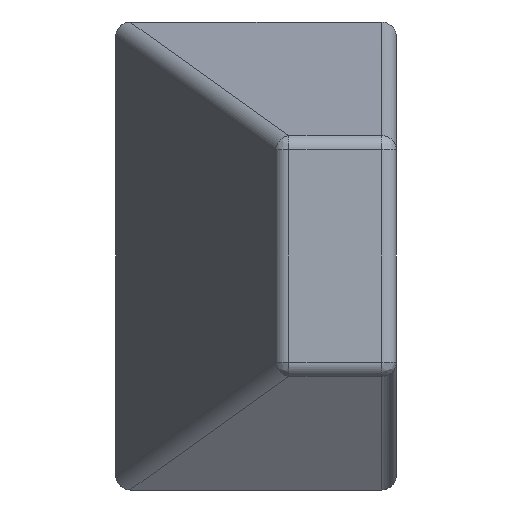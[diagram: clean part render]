
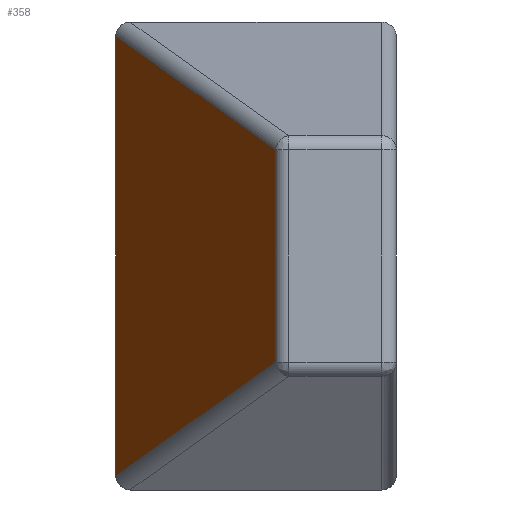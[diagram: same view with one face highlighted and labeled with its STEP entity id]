
A CAD part, left-side view. The second image highlights one B-rep face of the part: STEP entity #358.
In plain terms, the highlighted planar face has unit normal (-0.423, 0.906, 0).
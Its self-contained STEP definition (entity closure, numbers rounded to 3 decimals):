
#1=CARTESIAN_POINT('POINT1',(-0.457,
   -0.213,0.171));
#2=VERTEX_POINT('VERTEX1',#1);
#77=CARTESIAN_POINT('POINT4',(-0.457,
   -0.213,0.454));
#78=VERTEX_POINT('VERTEX4',#77);
#305=CARTESIAN_POINT('POINT13',(0.,0.,0.02)
   );
#306=VERTEX_POINT('VERTEX13',#305);
#307=CARTESIAN_POINT('POINT14',(0.,0.,0.605
   ));
#308=VERTEX_POINT('VERTEX14',#307);
#309=CARTESIAN_POINT('POS13',(0.,0.,0.156));
#310=DIRECTION('DIR25',(0.,0.,-1.));
#311=VECTOR('VEC1',#310,1.);
#312=LINE('STRAIGHT1',#309,#311);
#313=EDGE_CURVE('EDGE13',#306,#308,#312,.F.);
#314=ORIENTED_EDGE('COEDGE13',*,*,#313,.F.);
#315=CARTESIAN_POINT('POINT15',(0.,
   0.,0.018));
#316=VERTEX_POINT('VERTEX15',#315);
#317=CARTESIAN_POINT('POS14',(-0.043,-0.02,0.02)
   );
#318=DIRECTION('DIR26',(0.423,-0.906,
   0.));
#319=DIRECTION('DIR27',(0.906,0.423,
   0.));
#320=AXIS2_PLACEMENT_3D('AXIS13',#317,#318,#319);
#321=ELLIPSE('ELLIPSE13',#320,0.047,0.02);
#322=EDGE_CURVE('EDGE14',#316,#306,#321,.T.);
#323=ORIENTED_EDGE('COEDGE14',*,*,#322,.F.);
#324=CARTESIAN_POINT('POS15',(0.,
   0.,0.018));
#325=DIRECTION('DIR28',(0.868,0.405,
   -0.289));
#326=VECTOR('VEC2',#325,1.);
#327=LINE('STRAIGHT2',#324,#326);
#328=EDGE_CURVE('EDGE15',#2,#316,#327,.T.);
#329=ORIENTED_EDGE('COEDGE15',*,*,#328,.F.);
#330=CARTESIAN_POINT('POS16',(-0.457,
   -0.213,0.473));
#331=DIRECTION('DIR29',(0.,0.,-1.));
#332=VECTOR('VEC3',#331,1.);
#333=LINE('STRAIGHT3',#330,#332);
#334=EDGE_CURVE('EDGE16',#2,#78,#333,.F.);
#335=ORIENTED_EDGE('COEDGE16',*,*,#334,.T.);
#336=CARTESIAN_POINT('POINT16',(0.,
   0.,0.607));
#337=VERTEX_POINT('VERTEX16',#336);
#338=CARTESIAN_POINT('POS17',(0.,
   0.,0.607));
#339=DIRECTION('DIR30',(0.868,0.405,
   0.289));
#340=VECTOR('VEC4',#339,1.);
#341=LINE('STRAIGHT4',#338,#340);
#342=EDGE_CURVE('EDGE17',#78,#337,#341,.T.);
#343=ORIENTED_EDGE('COEDGE17',*,*,#342,.T.);
#344=CARTESIAN_POINT('POS18',(-0.043,-0.02,0.605
   ));
#345=DIRECTION('DIR31',(0.423,-0.906,
   0.));
#346=DIRECTION('DIR32',(0.906,0.423,
   0.));
#347=AXIS2_PLACEMENT_3D('AXIS14',#344,#345,#346);
#348=ELLIPSE('ELLIPSE14',#347,0.047,0.02);
#349=EDGE_CURVE('EDGE18',#308,#337,#348,.T.);
#350=ORIENTED_EDGE('COEDGE18',*,*,#349,.F.);
#351=EDGE_LOOP('NONE',(#314,#323,#329,#335,#343,#350));
#352=FACE_BOUND('LOOP1',#351,.T.);
#353=CARTESIAN_POINT('POS19',(-0.234,-0.109,0.313));
#354=DIRECTION('DIR33',(-0.423,0.906,
   0.));
#355=DIRECTION('DIR34',(0.906,0.423,
   0.));
#356=AXIS2_PLACEMENT_3D('AXIS15',#353,#354,#355);
#357=PLANE('PLANE1',#356);
#358=ADVANCED_FACE('FACE5',(#352),#357,.T.);
